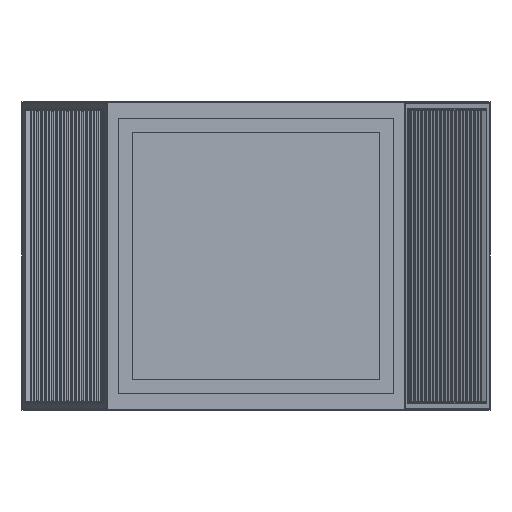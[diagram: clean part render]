
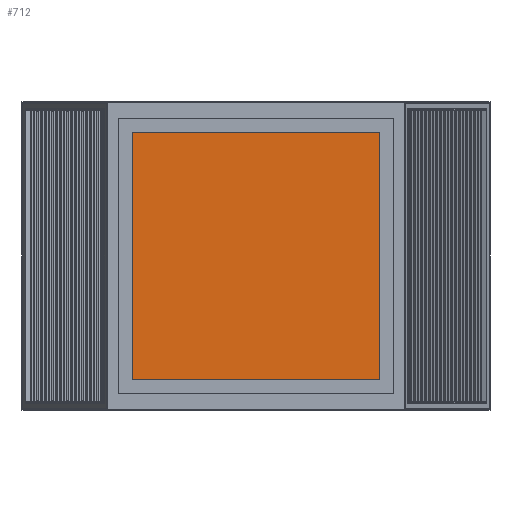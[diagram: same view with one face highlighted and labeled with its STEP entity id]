
A CAD part, front view. The second image highlights one B-rep face of the part: STEP entity #712.
In plain terms, the highlighted planar face has unit normal (0, -1, 0).
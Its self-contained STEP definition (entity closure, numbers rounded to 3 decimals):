
#137 = VECTOR ( 'NONE', #2804, 1000. ) ;
#506 = VECTOR ( 'NONE', #720, 1000. ) ;
#712 = ADVANCED_FACE ( 'NONE', ( #3376 ), #1492, .T. ) ;
#717 = ORIENTED_EDGE ( 'NONE', *, *, #2196, .F. ) ;
#720 = DIRECTION ( 'NONE',  ( 0., 0., -1. ) ) ;
#1205 = CARTESIAN_POINT ( 'NONE',  ( -451.011, 492.011, 1120. ) ) ;
#1278 = VERTEX_POINT ( 'NONE', #2340 ) ;
#1324 = ORIENTED_EDGE ( 'NONE', *, *, #1818, .T. ) ;
#1360 = CARTESIAN_POINT ( 'NONE',  ( -451.011, 492.011, 1119.3 ) ) ;
#1492 = PLANE ( 'NONE',  #3283 ) ;
#1626 = EDGE_CURVE ( 'NONE', #3231, #3059, #2818, .T. ) ;
#1732 = ORIENTED_EDGE ( 'NONE', *, *, #1626, .T. ) ;
#1734 = ORIENTED_EDGE ( 'NONE', *, *, #2018, .F. ) ;
#1759 = DIRECTION ( 'NONE',  ( 0., -1., 0. ) ) ;
#1818 = EDGE_CURVE ( 'NONE', #1278, #3231, #3123, .T. ) ;
#1915 = DIRECTION ( 'NONE',  ( -1., 0., 0. ) ) ;
#1992 = VECTOR ( 'NONE', #3132, 1000. ) ;
#2018 = EDGE_CURVE ( 'NONE', #2697, #3059, #2587, .T. ) ;
#2038 = CARTESIAN_POINT ( 'NONE',  ( -450.677, 492.011, 1119.3 ) ) ;
#2150 = CARTESIAN_POINT ( 'NONE',  ( -450.677, 492.011, 1120. ) ) ;
#2196 = EDGE_CURVE ( 'NONE', #1278, #2697, #2816, .T. ) ;
#2287 = CARTESIAN_POINT ( 'NONE',  ( 450.677, 492.011, 1120. ) ) ;
#2289 = VECTOR ( 'NONE', #1915, 1000. ) ;
#2340 = CARTESIAN_POINT ( 'NONE',  ( 450.677, 492.011, 1119.3 ) ) ;
#2518 = CARTESIAN_POINT ( 'NONE',  ( -451.011, 492.011, 0.7 ) ) ;
#2587 = LINE ( 'NONE', #2518, #137 ) ;
#2697 = VERTEX_POINT ( 'NONE', #3251 ) ;
#2804 = DIRECTION ( 'NONE',  ( -1., 0., 0. ) ) ;
#2816 = LINE ( 'NONE', #2287, #1992 ) ;
#2818 = LINE ( 'NONE', #2150, #506 ) ;
#3059 = VERTEX_POINT ( 'NONE', #3350 ) ;
#3123 = LINE ( 'NONE', #1360, #2289 ) ;
#3132 = DIRECTION ( 'NONE',  ( 0., 0., -1. ) ) ;
#3231 = VERTEX_POINT ( 'NONE', #2038 ) ;
#3251 = CARTESIAN_POINT ( 'NONE',  ( 450.677, 492.011, 0.7 ) ) ;
#3283 = AXIS2_PLACEMENT_3D ( 'NONE', #1205, #1759, #3730 ) ;
#3350 = CARTESIAN_POINT ( 'NONE',  ( -450.677, 492.011, 0.7 ) ) ;
#3376 = FACE_OUTER_BOUND ( 'NONE', #3614, .T. ) ;
#3614 = EDGE_LOOP ( 'NONE', ( #1734, #717, #1324, #1732 ) ) ;
#3730 = DIRECTION ( 'NONE',  ( 1., 0., 0. ) ) ;
